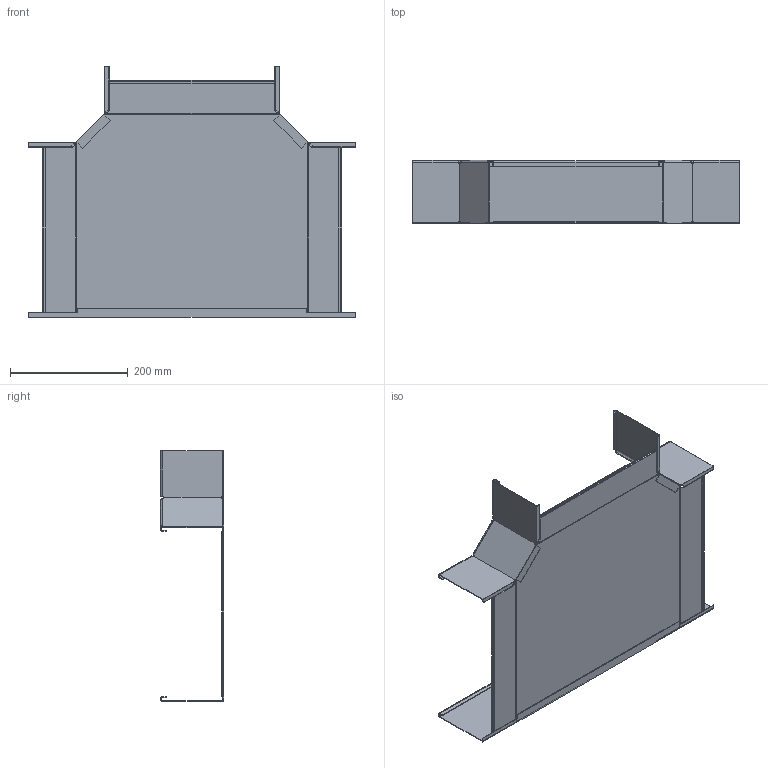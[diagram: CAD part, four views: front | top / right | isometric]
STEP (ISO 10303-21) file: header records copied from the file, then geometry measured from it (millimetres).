
FILE_DESCRIPTION (( 'STEP AP214' ), '1' );
FILE_NAME ('6038326.STEP', '2025-03-13T08:50:58', ( '' ), ( '' ), 'SwSTEP 2.0', 'SolidWorks 2024', '' );
FILE_SCHEMA (( 'AUTOMOTIVE_DESIGN' ));
Length unit declared in the file: millimetre
Products named in the file (4): 181552_300; 6038326; 167655_110x90°; 172072_300
Assembly tree (4 placements, depth 2):
  6038326
    172072_300
    167655_110x90°  x2
    181552_300
Bounding box: 554 x 107 x 424.99 mm (x, y, z)
Volume: 345215.1 mm3; surface area: 631305.8 mm2
Topology: 4 solids, 4 shells, 242 faces, 622 edges, 388 vertices
Faces by surface type: plane 168, cylinder 50, bspline 24
Entity records: 5616 total; most frequent: CARTESIAN_POINT 1531, ORIENTED_EDGE 878, DIRECTION 737, EDGE_CURVE 439, LINE 297, VECTOR 297, VERTEX_POINT 274, AXIS2_PLACEMENT_3D 220
